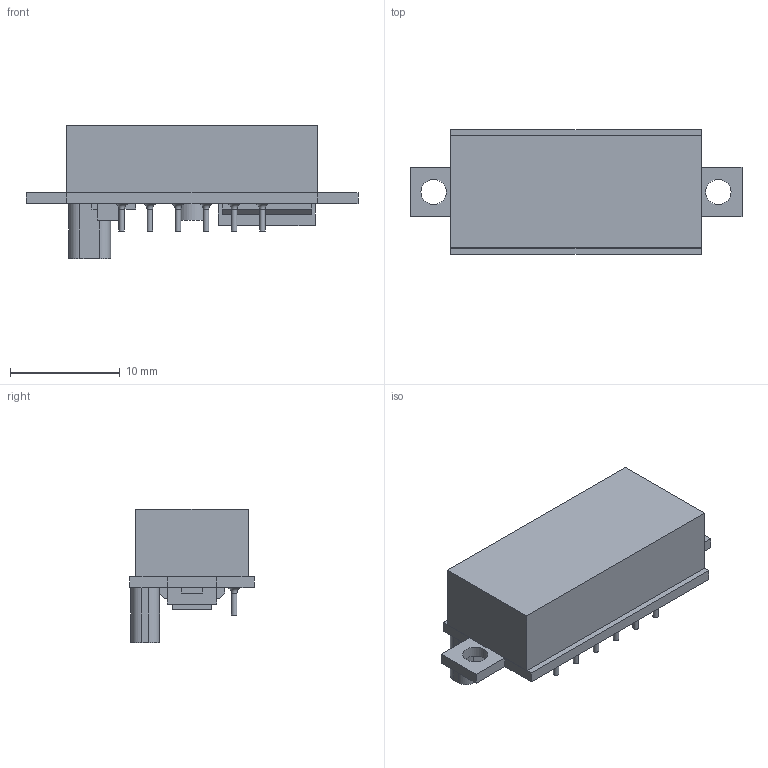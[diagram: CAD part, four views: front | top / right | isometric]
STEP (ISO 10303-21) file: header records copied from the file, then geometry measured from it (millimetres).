
FILE_DESCRIPTION(/* description */ (''),/* implementation_level */ '2;1');
FILE_NAME(/* name */ '0,28inch led lcd voltmeter.stp',/* time_stamp */ '2020-06-29T11:39:28+09:00',/* author */ ('3Zuta'),/* organization */ (''),/* preprocessor_version */ 'ST-DEVELOPER v18',/* originating_system */ 'Autodesk Inventor 2020',/* authorisation */ '');
FILE_SCHEMA (('AUTOMOTIVE_DESIGN { 1 0 10303 214 3 1 1 }'));
Length unit declared in the file: millimetre
Products named in the file (1): 0,28inch led lcd voltmeter
Bounding box: 30.2 x 11.3 x 12.1 mm (x, y, z)
Volume: 1869 mm3; surface area: 1254.8 mm2
Topology: 1 solids, 1 shells, 111 faces, 294 edges, 201 vertices
Faces by surface type: plane 80, cylinder 19, torus 12
Full cylindrical faces by diameter (mm): 0.5 x12, 2.3 x2, 2.9 x1
Entity records: 3681 total; most frequent: DIRECTION 615, CARTESIAN_POINT 607, ORIENTED_EDGE 588, EDGE_CURVE 294, AXIS2_PLACEMENT_3D 209, VERTEX_POINT 201, LINE 197, VECTOR 197
